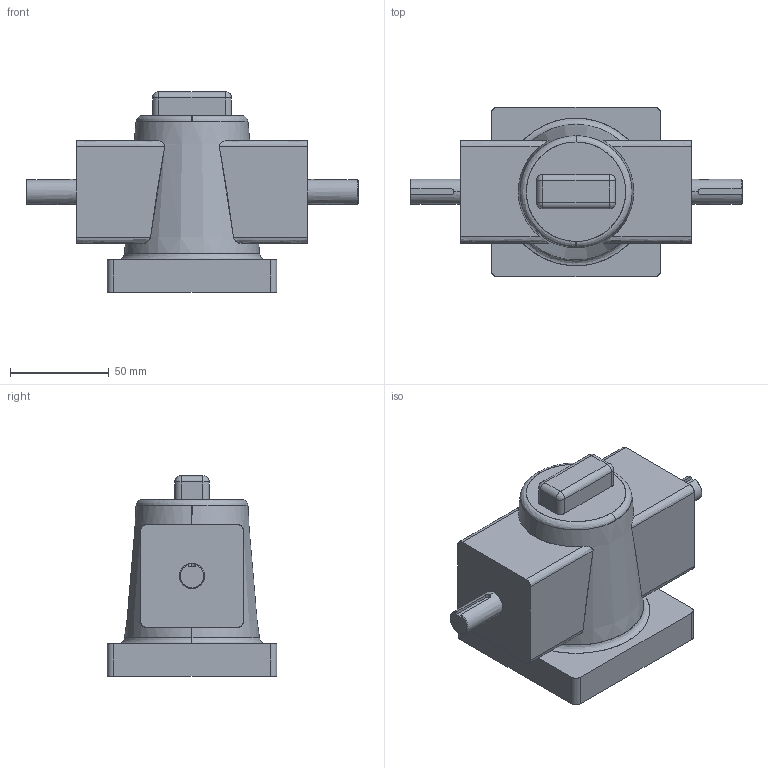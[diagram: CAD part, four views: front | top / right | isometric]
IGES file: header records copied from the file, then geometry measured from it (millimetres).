
Start section: SolidWorks IGES file using analytic representation for surfaces
Global section: file name: Diff_RA 1_THRU.igs; native system: SolidWorks 2010; preprocessor: SolidWorks 2010; author: Josh; date: 101212.234905; units: inch
Bounding box: 168.15 x 85.85 x 101.6 mm (x, y, z)
Surface area: 49966.1 mm2 (no closed solid volume)
Topology: 0 solids, 0 shells, 70 faces, 1002 edges, 998 vertices
Faces by surface type: revolution 36, bspline 34
